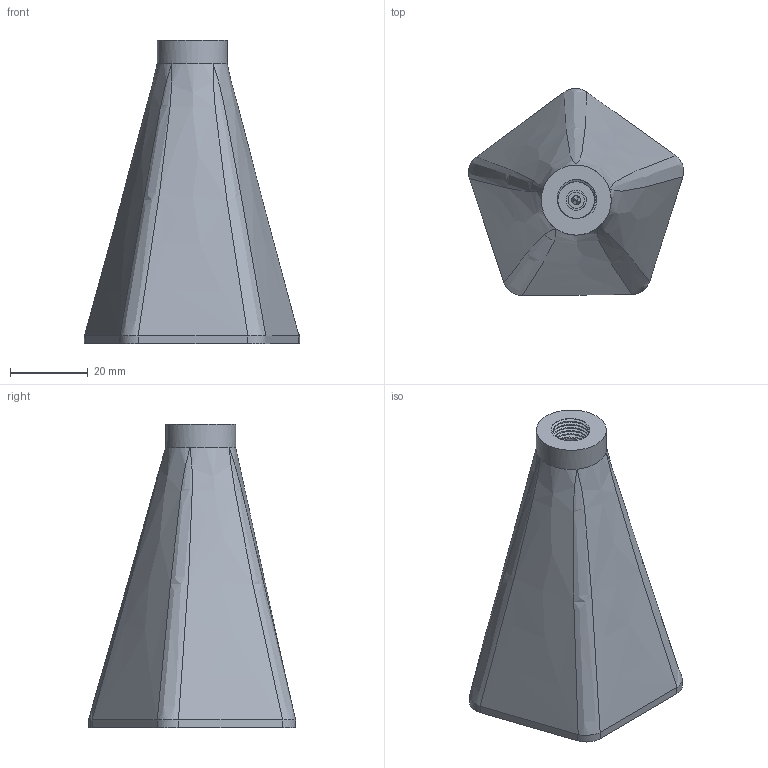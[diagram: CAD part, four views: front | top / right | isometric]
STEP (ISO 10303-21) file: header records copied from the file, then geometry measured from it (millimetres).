
FILE_DESCRIPTION(/* description */ (''),/* implementation_level */ '2;1');
FILE_NAME(/* name */ 'Merger.step',/* time_stamp */ '2021-03-03T15:57:21-05:00',/* author */ (''),/* organization */ (''),/* preprocessor_version */ 'ST-DEVELOPER v18.1',/* originating_system */ 'Autodesk Translation Framework v9.10.0.1330',/* authorisation */ '');
FILE_SCHEMA (('AUTOMOTIVE_DESIGN { 1 0 10303 214 3 1 1 }'));
Length unit declared in the file: millimetre
Products named in the file (2): Merger V5 angled tube; Merger
Assembly tree (1 placements, depth 2):
  Merger V5 angled tube
    Merger
Bounding box: 55.31 x 53.2 x 78 mm (x, y, z)
Volume: 59555.3 mm3; surface area: 18270.8 mm2
Topology: 1 solids, 1 shells, 201 faces, 533 edges, 341 vertices
Faces by surface type: cylinder 93, bspline 68, plane 34, cone 5, sphere 1
Full cylindrical faces by diameter (mm): 4.2 x1, 5.2 x1, 9.435 x26, 10.547 x24, 18 x1, 26 x1
Entity records: 17136 total; most frequent: CARTESIAN_POINT 12811, ORIENTED_EDGE 1054, DIRECTION 618, EDGE_CURVE 527, VERTEX_POINT 341, B_SPLINE_CURVE_WITH_KNOTS 290, AXIS2_PLACEMENT_3D 246, EDGE_LOOP 226
